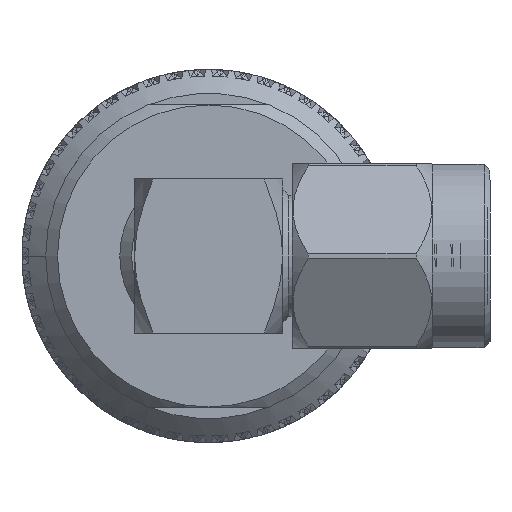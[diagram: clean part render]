
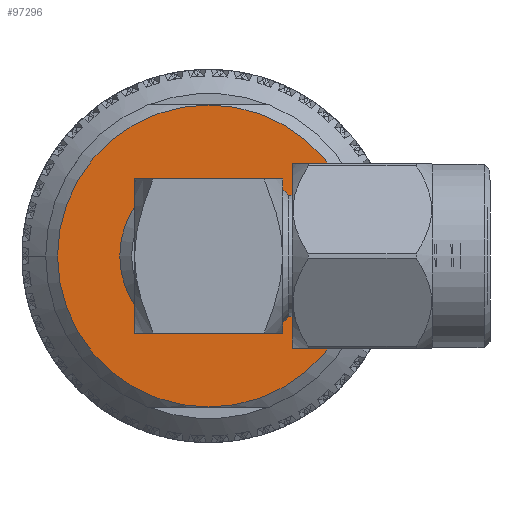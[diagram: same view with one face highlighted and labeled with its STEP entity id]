
A CAD part, left-side view. The second image highlights one B-rep face of the part: STEP entity #97296.
In plain terms, the highlighted face is planar.
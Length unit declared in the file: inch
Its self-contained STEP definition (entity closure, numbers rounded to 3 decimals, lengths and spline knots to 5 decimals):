
#614 = FACE_OUTER_BOUND ( 'NONE', #79561, .T. ) ;
#2373 = AXIS2_PLACEMENT_3D ( 'NONE', #45349, #77456, #29625 ) ;
#2912 = DIRECTION ( 'NONE',  ( 0., 1., 0. ) ) ;
#4672 = AXIS2_PLACEMENT_3D ( 'NONE', #75943, #28762, #44498 ) ;
#6412 = DIRECTION ( 'NONE',  ( 0., 1., 0. ) ) ;
#7969 = DIRECTION ( 'NONE',  ( 0., 0., -1. ) ) ;
#12176 = EDGE_CURVE ( 'NONE', #88602, #60376, #71801, .T. ) ;
#14762 = VERTEX_POINT ( 'NONE', #32036 ) ;
#16606 = CARTESIAN_POINT ( 'NONE',  ( 0.98, 0., 0.255 ) ) ;
#18485 = CARTESIAN_POINT ( 'NONE',  ( 0.98, 0., 0. ) ) ;
#19909 = AXIS2_PLACEMENT_3D ( 'NONE', #20066, #75936, #59535 ) ;
#19929 = CIRCLE ( 'NONE', #4672, 0.15 ) ;
#20066 = CARTESIAN_POINT ( 'NONE',  ( 0.98, 0., 0. ) ) ;
#23710 = DIRECTION ( 'NONE',  ( 1., 0., 0. ) ) ;
#25481 = DIRECTION ( 'NONE',  ( 1., 0., 0. ) ) ;
#26538 = CARTESIAN_POINT ( 'NONE',  ( 0.98, 0., -0.255 ) ) ;
#28398 = EDGE_CURVE ( 'NONE', #62780, #72869, #92803, .T. ) ;
#28762 = DIRECTION ( 'NONE',  ( -1., 0., 0. ) ) ;
#29625 = DIRECTION ( 'NONE',  ( 0., 0., 1. ) ) ;
#29822 = CARTESIAN_POINT ( 'NONE',  ( 0.98, -0.215, 0.13 ) ) ;
#31731 = CARTESIAN_POINT ( 'NONE',  ( 0.98, -0.07483, 0.13 ) ) ;
#32036 = CARTESIAN_POINT ( 'NONE',  ( 0.98, 0.07483, 0.13 ) ) ;
#32351 = CARTESIAN_POINT ( 'NONE',  ( 0.98, -0.07483, -0.13 ) ) ;
#39071 = CARTESIAN_POINT ( 'NONE',  ( 0.98, 0., 0. ) ) ;
#39152 = ORIENTED_EDGE ( 'NONE', *, *, #54020, .T. ) ;
#44498 = DIRECTION ( 'NONE',  ( 0., 0., 1. ) ) ;
#45349 = CARTESIAN_POINT ( 'NONE',  ( 0.98, 0., 0. ) ) ;
#45714 = AXIS2_PLACEMENT_3D ( 'NONE', #39071, #23710, #7969 ) ;
#49113 = EDGE_CURVE ( 'NONE', #83462, #14762, #84940, .T. ) ;
#50739 = CIRCLE ( 'NONE', #2373, 0.15 ) ;
#50782 = CARTESIAN_POINT ( 'NONE',  ( 0.98, -0.215, -0.13 ) ) ;
#52569 = ORIENTED_EDGE ( 'NONE', *, *, #28398, .T. ) ;
#54020 = EDGE_CURVE ( 'NONE', #88602, #83462, #50739, .T. ) ;
#59461 = ORIENTED_EDGE ( 'NONE', *, *, #12176, .F. ) ;
#59535 = DIRECTION ( 'NONE',  ( 0., 0., -1. ) ) ;
#60376 = VERTEX_POINT ( 'NONE', #96090 ) ;
#61227 = ORIENTED_EDGE ( 'NONE', *, *, #90037, .T. ) ;
#62780 = VERTEX_POINT ( 'NONE', #26538 ) ;
#65467 = VECTOR ( 'NONE', #2912, 39.37008 ) ;
#69993 = VECTOR ( 'NONE', #6412, 39.37008 ) ;
#71227 = PLANE ( 'NONE',  #45714 ) ;
#71801 = LINE ( 'NONE', #50782, #65467 ) ;
#72869 = VERTEX_POINT ( 'NONE', #16606 ) ;
#74200 = EDGE_CURVE ( 'NONE', #72869, #62780, #78274, .T. ) ;
#75936 = DIRECTION ( 'NONE',  ( 1., 0., 0. ) ) ;
#75943 = CARTESIAN_POINT ( 'NONE',  ( 0.98, 0., 0. ) ) ;
#77456 = DIRECTION ( 'NONE',  ( -1., 0., 0. ) ) ;
#78274 = CIRCLE ( 'NONE', #19909, 0.255 ) ;
#79561 = EDGE_LOOP ( 'NONE', ( #52569, #89554 ) ) ;
#80578 = FACE_BOUND ( 'NONE', #94341, .T. ) ;
#83462 = VERTEX_POINT ( 'NONE', #31731 ) ;
#84940 = LINE ( 'NONE', #29822, #69993 ) ;
#87591 = AXIS2_PLACEMENT_3D ( 'NONE', #18485, #25481, #96970 ) ;
#88602 = VERTEX_POINT ( 'NONE', #32351 ) ;
#89554 = ORIENTED_EDGE ( 'NONE', *, *, #74200, .T. ) ;
#90037 = EDGE_CURVE ( 'NONE', #14762, #60376, #19929, .T. ) ;
#92803 = CIRCLE ( 'NONE', #87591, 0.255 ) ;
#94341 = EDGE_LOOP ( 'NONE', ( #39152, #99838, #61227, #59461 ) ) ;
#96090 = CARTESIAN_POINT ( 'NONE',  ( 0.98, 0.07483, -0.13 ) ) ;
#96970 = DIRECTION ( 'NONE',  ( 0., 0., -1. ) ) ;
#97296 = ADVANCED_FACE ( 'NONE', ( #80578, #614 ), #71227, .T. ) ;
#99838 = ORIENTED_EDGE ( 'NONE', *, *, #49113, .T. ) ;
